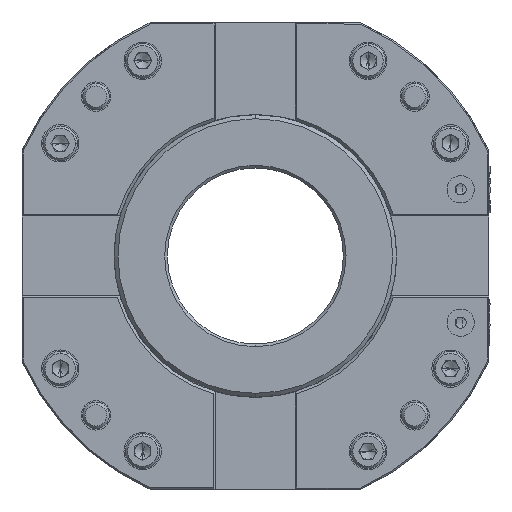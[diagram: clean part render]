
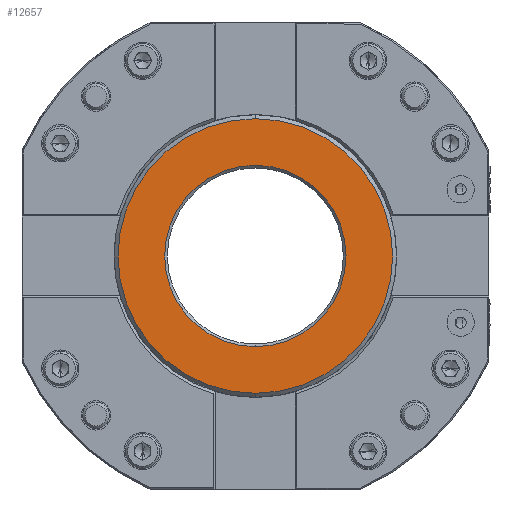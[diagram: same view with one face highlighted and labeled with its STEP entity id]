
A CAD part, left-side view. The second image highlights one B-rep face of the part: STEP entity #12657.
In plain terms, the highlighted planar face has unit normal (-1, 0, 0).
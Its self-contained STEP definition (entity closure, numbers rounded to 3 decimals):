
#909 = DIRECTION ( 'NONE',  ( -1., 0., 0. ) ) ;
#1309 = EDGE_CURVE ( 'NONE', #2652, #15223, #10253, .T. ) ;
#1890 = CARTESIAN_POINT ( 'NONE',  ( 0., 0., 0. ) ) ;
#2428 = CIRCLE ( 'NONE', #15528, 34. ) ;
#2538 = FACE_OUTER_BOUND ( 'NONE', #18199, .T. ) ;
#2652 = VERTEX_POINT ( 'NONE', #18284 ) ;
#2687 = ORIENTED_EDGE ( 'NONE', *, *, #19345, .T. ) ;
#4241 = CIRCLE ( 'NONE', #17191, 51.5 ) ;
#4527 = CARTESIAN_POINT ( 'NONE',  ( 0., 0., 0. ) ) ;
#5363 = DIRECTION ( 'NONE',  ( 1., 0., 0. ) ) ;
#6302 = ORIENTED_EDGE ( 'NONE', *, *, #8951, .T. ) ;
#6815 = AXIS2_PLACEMENT_3D ( 'NONE', #10458, #5363, #19067 ) ;
#7507 = CARTESIAN_POINT ( 'NONE',  ( 0., 0., 0. ) ) ;
#7691 = CIRCLE ( 'NONE', #19903, 51.5 ) ;
#8614 = EDGE_CURVE ( 'NONE', #14566, #13416, #4241, .T. ) ;
#8951 = EDGE_CURVE ( 'NONE', #13416, #14566, #7691, .T. ) ;
#9669 = EDGE_LOOP ( 'NONE', ( #12746, #2687 ) ) ;
#9869 = DIRECTION ( 'NONE',  ( -1., 0., 0. ) ) ;
#9951 = PLANE ( 'NONE',  #17963 ) ;
#10253 = CIRCLE ( 'NONE', #6815, 34. ) ;
#10458 = CARTESIAN_POINT ( 'NONE',  ( 0., 0., 0. ) ) ;
#10546 = DIRECTION ( 'NONE',  ( 0., 0., 1. ) ) ;
#11510 = CARTESIAN_POINT ( 'NONE',  ( 0., 0., -51.5 ) ) ;
#12657 = ADVANCED_FACE ( 'NONE', ( #14956, #2538 ), #9951, .T. ) ;
#12746 = ORIENTED_EDGE ( 'NONE', *, *, #1309, .T. ) ;
#13100 = DIRECTION ( 'NONE',  ( 0., 0., 1. ) ) ;
#13416 = VERTEX_POINT ( 'NONE', #11510 ) ;
#14566 = VERTEX_POINT ( 'NONE', #16426 ) ;
#14956 = FACE_BOUND ( 'NONE', #9669, .T. ) ;
#15223 = VERTEX_POINT ( 'NONE', #18820 ) ;
#15528 = AXIS2_PLACEMENT_3D ( 'NONE', #7507, #19545, #19397 ) ;
#15765 = DIRECTION ( 'NONE',  ( -1., 0., 0. ) ) ;
#16426 = CARTESIAN_POINT ( 'NONE',  ( 0., 0., 51.5 ) ) ;
#17191 = AXIS2_PLACEMENT_3D ( 'NONE', #1890, #15765, #10546 ) ;
#17963 = AXIS2_PLACEMENT_3D ( 'NONE', #18637, #9869, #21923 ) ;
#18199 = EDGE_LOOP ( 'NONE', ( #6302, #21771 ) ) ;
#18284 = CARTESIAN_POINT ( 'NONE',  ( 0., 0., 34. ) ) ;
#18637 = CARTESIAN_POINT ( 'NONE',  ( 0., 33., 0. ) ) ;
#18820 = CARTESIAN_POINT ( 'NONE',  ( 0., 0., -34. ) ) ;
#19067 = DIRECTION ( 'NONE',  ( 0., 0., 1. ) ) ;
#19345 = EDGE_CURVE ( 'NONE', #15223, #2652, #2428, .T. ) ;
#19397 = DIRECTION ( 'NONE',  ( 0., 0., 1. ) ) ;
#19545 = DIRECTION ( 'NONE',  ( 1., 0., 0. ) ) ;
#19903 = AXIS2_PLACEMENT_3D ( 'NONE', #4527, #909, #13100 ) ;
#21771 = ORIENTED_EDGE ( 'NONE', *, *, #8614, .T. ) ;
#21923 = DIRECTION ( 'NONE',  ( 0., 0., 1. ) ) ;
